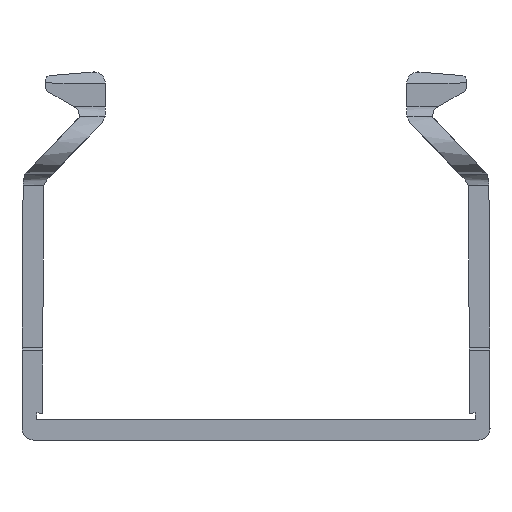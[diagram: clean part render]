
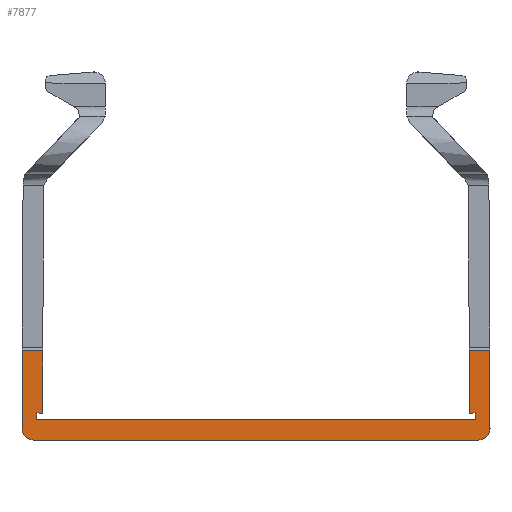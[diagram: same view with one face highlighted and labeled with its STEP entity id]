
A CAD part, left-side view. The second image highlights one B-rep face of the part: STEP entity #7877.
In plain terms, the highlighted planar face has unit normal (-1, 0, 0).
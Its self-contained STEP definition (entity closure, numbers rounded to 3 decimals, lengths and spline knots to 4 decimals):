
#6225=CIRCLE('',#117012,0.03);
#6226=CIRCLE('',#117013,0.03);
#7877=ADVANCED_FACE('',(#16835),#13593,.T.);
#13593=PLANE('',#117014);
#16835=FACE_OUTER_BOUND('',#22681,.T.);
#22681=EDGE_LOOP('',(#34117,#34118,#34119,#34120,#34121,#34122,#34123,#34124,
#34125,#34126,#34127,#34128,#34129,#34130));
#34117=ORIENTED_EDGE('',*,*,#77670,.F.);
#34118=ORIENTED_EDGE('',*,*,#80641,.T.);
#34119=ORIENTED_EDGE('',*,*,#78797,.T.);
#34120=ORIENTED_EDGE('',*,*,#80642,.F.);
#34121=ORIENTED_EDGE('',*,*,#80643,.T.);
#34122=ORIENTED_EDGE('',*,*,#80644,.F.);
#34123=ORIENTED_EDGE('',*,*,#80645,.F.);
#34124=ORIENTED_EDGE('',*,*,#80646,.T.);
#34125=ORIENTED_EDGE('',*,*,#79964,.T.);
#34126=ORIENTED_EDGE('',*,*,#80647,.F.);
#34127=ORIENTED_EDGE('',*,*,#80648,.T.);
#34128=ORIENTED_EDGE('',*,*,#80649,.F.);
#34129=ORIENTED_EDGE('',*,*,#80650,.F.);
#34130=ORIENTED_EDGE('',*,*,#80651,.T.);
#65978=VERTEX_POINT('',#157876);
#65979=VERTEX_POINT('',#157878);
#67105=VERTEX_POINT('',#160131);
#67106=VERTEX_POINT('',#160133);
#68143=VERTEX_POINT('',#163851);
#68144=VERTEX_POINT('',#163853);
#68705=VERTEX_POINT('',#166559);
#68706=VERTEX_POINT('',#166561);
#68707=VERTEX_POINT('',#166563);
#68708=VERTEX_POINT('',#166565);
#68709=VERTEX_POINT('',#166568);
#68710=VERTEX_POINT('',#166570);
#68711=VERTEX_POINT('',#166572);
#68712=VERTEX_POINT('',#166574);
#77670=EDGE_CURVE('',#65978,#65979,#95186,.T.);
#78797=EDGE_CURVE('',#67106,#67105,#95832,.T.);
#79964=EDGE_CURVE('',#68144,#68143,#96479,.T.);
#80641=EDGE_CURVE('',#65978,#67106,#96817,.T.);
#80642=EDGE_CURVE('',#68705,#67105,#6225,.T.);
#80643=EDGE_CURVE('',#68705,#68706,#96818,.T.);
#80644=EDGE_CURVE('',#68707,#68706,#6226,.T.);
#80645=EDGE_CURVE('',#68708,#68707,#96819,.T.);
#80646=EDGE_CURVE('',#68708,#68144,#96820,.T.);
#80647=EDGE_CURVE('',#68709,#68143,#96821,.T.);
#80648=EDGE_CURVE('',#68709,#68710,#96822,.T.);
#80649=EDGE_CURVE('',#68711,#68710,#96823,.T.);
#80650=EDGE_CURVE('',#68712,#68711,#96824,.T.);
#80651=EDGE_CURVE('',#68712,#65979,#96825,.T.);
#95186=LINE('',#157877,#105448);
#95832=LINE('',#160132,#106094);
#96479=LINE('',#163852,#106741);
#96817=LINE('',#166557,#107079);
#96818=LINE('',#166560,#107080);
#96819=LINE('',#166564,#107081);
#96820=LINE('',#166566,#107082);
#96821=LINE('',#166567,#107083);
#96822=LINE('',#166569,#107084);
#96823=LINE('',#166571,#107085);
#96824=LINE('',#166573,#107086);
#96825=LINE('',#166575,#107087);
#105448=VECTOR('',#126363,1.);
#106094=VECTOR('',#127973,1.);
#106741=VECTOR('',#129634,1.);
#107079=VECTOR('',#130636,1.);
#107080=VECTOR('',#130639,1.);
#107081=VECTOR('',#130642,1.);
#107082=VECTOR('',#130643,1.);
#107083=VECTOR('',#130644,1.);
#107084=VECTOR('',#130645,1.);
#107085=VECTOR('',#130646,1.);
#107086=VECTOR('',#130647,1.);
#107087=VECTOR('',#130648,1.);
#117012=AXIS2_PLACEMENT_3D('',#166558,#130637,#130638);
#117013=AXIS2_PLACEMENT_3D('',#166562,#130640,#130641);
#117014=AXIS2_PLACEMENT_3D('',#166576,#130649,#130650);
#126363=DIRECTION('',(0.,0.004,-1.));
#127973=DIRECTION('',(0.,0.004,-1.));
#129634=DIRECTION('',(0.,-0.004,-1.));
#130636=DIRECTION('',(0.,1.,0.004));
#130637=DIRECTION('',(1.,0.,0.));
#130638=DIRECTION('',(0.,1.,0.));
#130639=DIRECTION('',(0.,-1.,0.));
#130640=DIRECTION('',(1.,0.,0.));
#130641=DIRECTION('',(0.,1.,0.));
#130642=DIRECTION('',(0.,-0.004,-1.));
#130643=DIRECTION('',(0.,1.,-0.004));
#130644=DIRECTION('',(0.,0.995,-0.096));
#130645=DIRECTION('',(0.,-0.004,-1.));
#130646=DIRECTION('',(0.,-1.,0.));
#130647=DIRECTION('',(0.,0.004,-1.));
#130648=DIRECTION('',(0.,-0.995,-0.096));
#130649=DIRECTION('',(-1.,0.,0.));
#130650=DIRECTION('',(0.,0.,1.));
#157876=CARTESIAN_POINT('',(0.,0.5729,0.1845));
#157877=CARTESIAN_POINT('',(0.,0.5709,0.6227));
#157878=CARTESIAN_POINT('',(0.,0.5736,0.0168));
#160131=CARTESIAN_POINT('',(0.,0.6288,-0.0249));
#160132=CARTESIAN_POINT('',(0.,0.6259,0.6429));
#160133=CARTESIAN_POINT('',(0.,0.6279,0.1848));
#163851=CARTESIAN_POINT('',(0.,-0.5736,0.0168));
#163852=CARTESIAN_POINT('',(0.,-0.5709,0.6227));
#163853=CARTESIAN_POINT('',(0.,-0.5729,0.1845));
#166557=CARTESIAN_POINT('',(0.,-0.539,0.1797));
#166558=CARTESIAN_POINT('',(0.,0.5988,-0.025));
#166559=CARTESIAN_POINT('',(0.,0.5988,-0.055));
#166560=CARTESIAN_POINT('',(0.,0.5988,-0.055));
#166561=CARTESIAN_POINT('',(0.,-0.5988,-0.055));
#166562=CARTESIAN_POINT('',(0.,-0.5988,-0.025));
#166563=CARTESIAN_POINT('',(0.,-0.6288,-0.0249));
#166564=CARTESIAN_POINT('',(0.,-0.6259,0.6429));
#166565=CARTESIAN_POINT('',(0.,-0.6279,0.1848));
#166566=CARTESIAN_POINT('',(0.,-0.5429,0.1844));
#166567=CARTESIAN_POINT('',(0.,-0.5888,0.0182));
#166568=CARTESIAN_POINT('',(0.,-0.5888,0.0182));
#166569=CARTESIAN_POINT('',(0.,-0.5888,0.0182));
#166570=CARTESIAN_POINT('',(0.,-0.5888,0.));
#166571=CARTESIAN_POINT('',(0.,0.5888,0.));
#166572=CARTESIAN_POINT('',(0.,0.5888,0.));
#166573=CARTESIAN_POINT('',(0.,0.5888,0.0182));
#166574=CARTESIAN_POINT('',(0.,0.5888,0.0182));
#166575=CARTESIAN_POINT('',(0.,0.5888,0.0182));
#166576=CARTESIAN_POINT('',(0.,-0.5409,0.6225));
